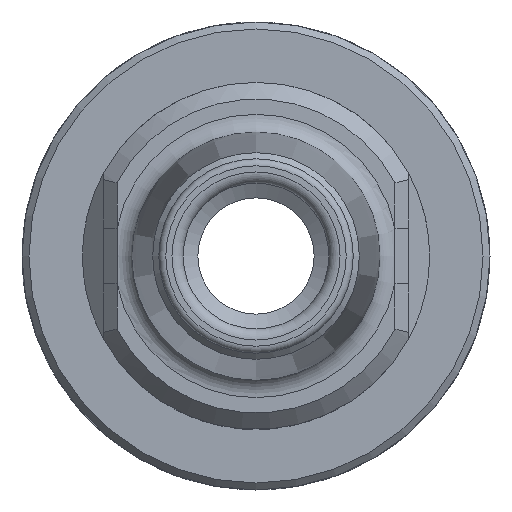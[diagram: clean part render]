
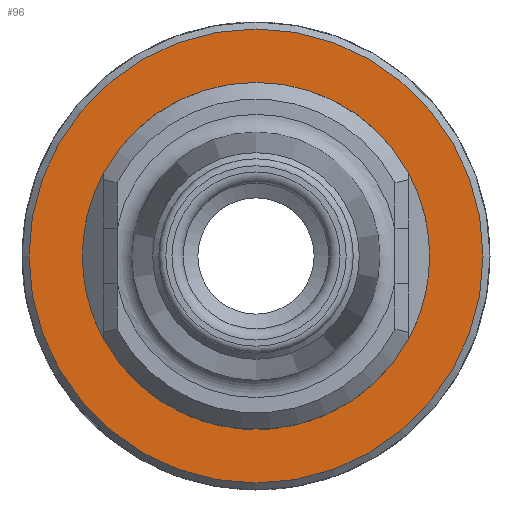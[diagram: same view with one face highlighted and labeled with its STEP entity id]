
A CAD part, left-side view. The second image highlights one B-rep face of the part: STEP entity #96.
In plain terms, the highlighted planar face has unit normal (-1, 0, 0).
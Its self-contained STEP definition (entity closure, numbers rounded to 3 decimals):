
#96 = ADVANCED_FACE( '', ( #246, #247 ), #248, .T. );
#246 = FACE_OUTER_BOUND( '', #485, .T. );
#247 = FACE_BOUND( '', #486, .T. );
#248 = PLANE( '', #487 );
#485 = EDGE_LOOP( '', ( #734 ) );
#486 = EDGE_LOOP( '', ( #735 ) );
#487 = AXIS2_PLACEMENT_3D( '', #736, #737, #738 );
#734 = ORIENTED_EDGE( '', *, *, #1193, .T. );
#735 = ORIENTED_EDGE( '', *, *, #1194, .F. );
#736 = CARTESIAN_POINT( '', ( 29.5, 0., 0. ) );
#737 = DIRECTION( '', ( -1., 0., 0. ) );
#738 = DIRECTION( '', ( 0., 0., 1. ) );
#1193 = EDGE_CURVE( '', #1372, #1372, #1373, .T. );
#1194 = EDGE_CURVE( '', #1374, #1374, #1375, .T. );
#1372 = VERTEX_POINT( '', #1643 );
#1373 = CIRCLE( '', #1644, 16.35 );
#1374 = VERTEX_POINT( '', #1645 );
#1375 = CIRCLE( '', #1646, 11.688 );
#1643 = CARTESIAN_POINT( '', ( 29.5, 0., 16.35 ) );
#1644 = AXIS2_PLACEMENT_3D( '', #2036, #2037, #2038 );
#1645 = CARTESIAN_POINT( '', ( 29.5, -11.688, 0. ) );
#1646 = AXIS2_PLACEMENT_3D( '', #2039, #2040, #2041 );
#2036 = CARTESIAN_POINT( '', ( 29.5, 0., 0. ) );
#2037 = DIRECTION( '', ( -1., 0., 0. ) );
#2038 = DIRECTION( '', ( 0., 0., 1. ) );
#2039 = CARTESIAN_POINT( '', ( 29.5, 0., 0. ) );
#2040 = DIRECTION( '', ( -1., 0., 0. ) );
#2041 = DIRECTION( '', ( 0., -1., 0. ) );
